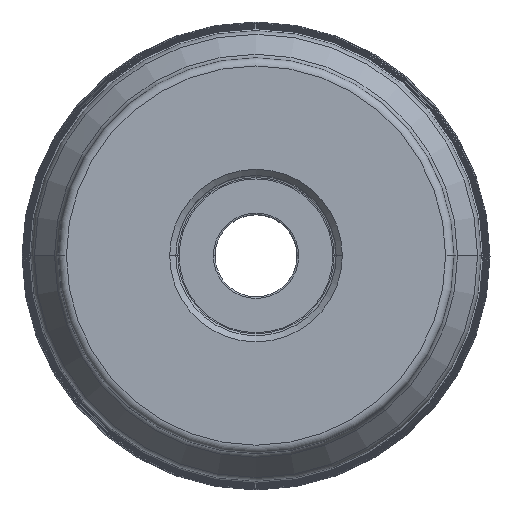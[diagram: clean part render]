
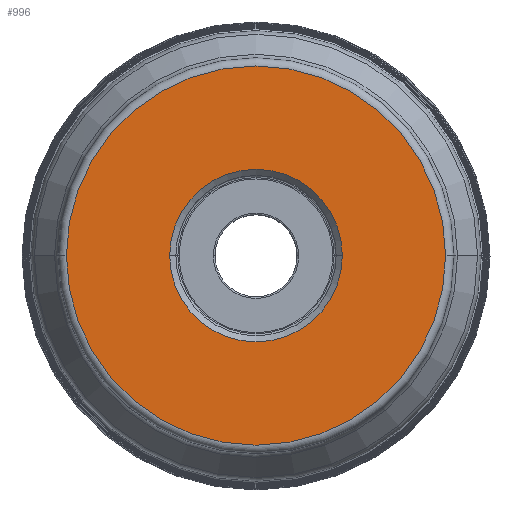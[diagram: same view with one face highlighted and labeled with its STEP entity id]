
A CAD part, top view. The second image highlights one B-rep face of the part: STEP entity #996.
In plain terms, the highlighted planar face has unit normal (0, 0, 1).
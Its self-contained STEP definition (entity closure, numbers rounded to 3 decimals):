
#63=PLANE('',#10270);
#79=FACE_BOUND('',#2226,.T.);
#80=FACE_BOUND('',#2227,.T.);
#996=ADVANCED_FACE('',(#79,#80),#63,.F.);
#2226=EDGE_LOOP('',(#4300,#4301,#4302,#4303));
#2227=EDGE_LOOP('',(#4304,#4305,#4306,#4307));
#4300=ORIENTED_EDGE('',*,*,#6077,.T.);
#4301=ORIENTED_EDGE('',*,*,#6078,.T.);
#4302=ORIENTED_EDGE('',*,*,#6079,.F.);
#4303=ORIENTED_EDGE('',*,*,#6080,.F.);
#4304=ORIENTED_EDGE('',*,*,#6075,.T.);
#4305=ORIENTED_EDGE('',*,*,#6073,.T.);
#4306=ORIENTED_EDGE('',*,*,#6072,.T.);
#4307=ORIENTED_EDGE('',*,*,#6076,.T.);
#4996=VERTEX_POINT('',#18221);
#4997=VERTEX_POINT('',#18223);
#4998=VERTEX_POINT('',#18225);
#4999=VERTEX_POINT('',#18229);
#5000=VERTEX_POINT('',#18233);
#5001=VERTEX_POINT('',#18234);
#5002=VERTEX_POINT('',#18236);
#5003=VERTEX_POINT('',#18238);
#6072=EDGE_CURVE('',#4997,#4996,#7225,.T.);
#6073=EDGE_CURVE('',#4998,#4997,#7226,.T.);
#6075=EDGE_CURVE('',#4999,#4998,#7227,.T.);
#6076=EDGE_CURVE('',#4996,#4999,#7228,.T.);
#6077=EDGE_CURVE('',#5000,#5001,#7229,.T.);
#6078=EDGE_CURVE('',#5001,#5002,#7230,.T.);
#6079=EDGE_CURVE('',#5003,#5002,#7231,.T.);
#6080=EDGE_CURVE('',#5000,#5003,#7232,.T.);
#7225=CIRCLE('',#10260,21.05);
#7226=CIRCLE('',#10261,21.05);
#7227=CIRCLE('',#10263,21.05);
#7228=CIRCLE('',#10264,21.05);
#7229=CIRCLE('',#10266,46.25);
#7230=CIRCLE('',#10267,46.25);
#7231=CIRCLE('',#10268,46.25);
#7232=CIRCLE('',#10269,46.25);
#10260=AXIS2_PLACEMENT_3D('',#18222,#13119,#13120);
#10261=AXIS2_PLACEMENT_3D('',#18224,#13121,#13122);
#10263=AXIS2_PLACEMENT_3D('',#18228,#13126,#13127);
#10264=AXIS2_PLACEMENT_3D('',#18230,#13128,#13129);
#10266=AXIS2_PLACEMENT_3D('',#18232,#13132,#13133);
#10267=AXIS2_PLACEMENT_3D('',#18235,#13134,#13135);
#10268=AXIS2_PLACEMENT_3D('',#18237,#13136,#13137);
#10269=AXIS2_PLACEMENT_3D('',#18239,#13138,#13139);
#10270=AXIS2_PLACEMENT_3D('',#18240,#13140,#13141);
#13119=DIRECTION('',(0.,0.,-1.));
#13120=DIRECTION('',(0.,1.,0.));
#13121=DIRECTION('',(0.,0.,-1.));
#13122=DIRECTION('',(-1.,0.,0.));
#13126=DIRECTION('',(0.,0.,-1.));
#13127=DIRECTION('',(0.,-1.,0.));
#13128=DIRECTION('',(0.,0.,-1.));
#13129=DIRECTION('',(1.,0.,0.));
#13132=DIRECTION('',(0.,0.,1.));
#13133=DIRECTION('',(1.,0.,0.));
#13134=DIRECTION('',(0.,0.,1.));
#13135=DIRECTION('',(-1.,0.,0.));
#13136=DIRECTION('',(0.,0.,-1.));
#13137=DIRECTION('',(-1.,0.,0.));
#13138=DIRECTION('',(0.,0.,-1.));
#13139=DIRECTION('',(1.,0.,0.));
#13140=DIRECTION('',(0.,0.,-1.));
#13141=DIRECTION('',(1.,0.,0.));
#18221=CARTESIAN_POINT('',(21.05,0.,0.));
#18222=CARTESIAN_POINT('',(0.,0.,0.));
#18223=CARTESIAN_POINT('',(0.,21.05,0.));
#18224=CARTESIAN_POINT('',(0.,0.,0.));
#18225=CARTESIAN_POINT('',(-21.05,0.,0.));
#18228=CARTESIAN_POINT('',(0.,0.,0.));
#18229=CARTESIAN_POINT('',(0.,-21.05,0.));
#18230=CARTESIAN_POINT('',(0.,0.,0.));
#18232=CARTESIAN_POINT('',(0.,0.,0.));
#18233=CARTESIAN_POINT('',(46.25,0.015,0.));
#18234=CARTESIAN_POINT('',(-46.25,0.,0.));
#18235=CARTESIAN_POINT('',(0.,0.,0.));
#18236=CARTESIAN_POINT('',(-46.25,-0.015,0.));
#18237=CARTESIAN_POINT('',(0.,0.,0.));
#18238=CARTESIAN_POINT('',(46.25,0.,0.));
#18239=CARTESIAN_POINT('',(0.,0.,0.));
#18240=CARTESIAN_POINT('',(0.,0.,0.));
